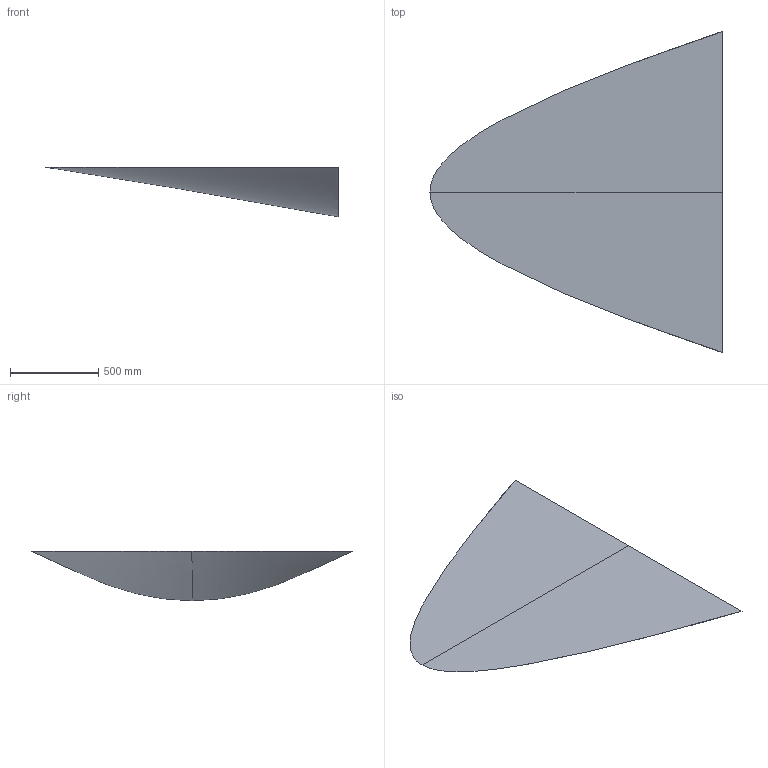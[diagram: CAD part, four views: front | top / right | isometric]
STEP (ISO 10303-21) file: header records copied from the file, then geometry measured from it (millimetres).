
FILE_DESCRIPTION(('Open CASCADE Model'),'2;1');
FILE_NAME('Open CASCADE Shape Model','2025-10-17T12:50:15',('Author'),( 'Open CASCADE'),'Open CASCADE STEP processor 7.8','Open CASCADE 7.8' ,'Unknown');
FILE_SCHEMA(('AUTOMOTIVE_DESIGN { 1 0 10303 214 1 1 1 1 }'));
Length unit declared in the file: millimetre
Products named in the file (1): Open CASCADE STEP translator 7.8 1
Bounding box: 1656.42 x 1820 x 281.1 mm (x, y, z)
Volume: 204397531.8 mm3; surface area: 4238935.4 mm2
Topology: 1 solids, 1 shells, 6 faces, 13 edges, 5 vertices
Faces by surface type: bspline 4, plane 2
Entity records: 13934 total; most frequent: CARTESIAN_POINT 13753, DIRECTION 21, ORIENTED_EDGE 18, PCURVE 18, DEFINITIONAL_REPRESENTATION 18, LINE 15, VECTOR 15, B_SPLINE_CURVE_WITH_KNOTS 12
